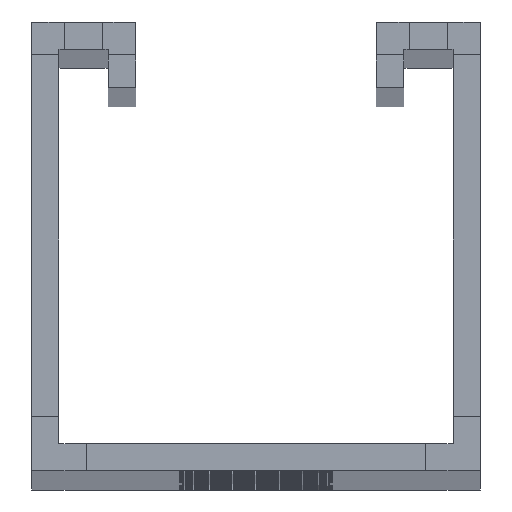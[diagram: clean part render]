
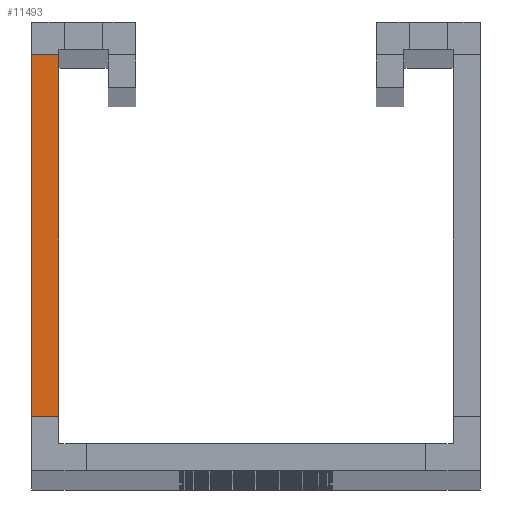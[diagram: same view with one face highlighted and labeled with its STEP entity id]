
A CAD part, top view. The second image highlights one B-rep face of the part: STEP entity #11493.
In plain terms, the highlighted planar face has unit normal (0, 0, 1).
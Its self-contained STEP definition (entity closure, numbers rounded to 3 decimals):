
#134 = ORIENTED_EDGE ( 'NONE', *, *, #5051, .T. ) ;
#207 = ORIENTED_EDGE ( 'NONE', *, *, #8321, .F. ) ;
#307 = ORIENTED_EDGE ( 'NONE', *, *, #10657, .T. ) ;
#839 = CARTESIAN_POINT ( 'NONE',  ( -18., 38., 1000. ) ) ;
#875 = DIRECTION ( 'NONE',  ( -1., 0., 0. ) ) ;
#1395 = CARTESIAN_POINT ( 'NONE',  ( -18., 5., 1000. ) ) ;
#2879 = CARTESIAN_POINT ( 'NONE',  ( -15.5, 2.5, 1000. ) ) ;
#2981 = EDGE_LOOP ( 'NONE', ( #307, #134, #207, #5571 ) ) ;
#3776 = FACE_OUTER_BOUND ( 'NONE', #2981, .T. ) ;
#4037 = VECTOR ( 'NONE', #4298, 1000. ) ;
#4192 = CARTESIAN_POINT ( 'NONE',  ( -20.5, 5., 1000. ) ) ;
#4298 = DIRECTION ( 'NONE',  ( 0., -1., 0. ) ) ;
#5051 = EDGE_CURVE ( 'NONE', #6519, #8627, #5098, .T. ) ;
#5098 = LINE ( 'NONE', #4192, #6944 ) ;
#5135 = VECTOR ( 'NONE', #5743, 1000. ) ;
#5570 = AXIS2_PLACEMENT_3D ( 'NONE', #2879, #8354, #5663 ) ;
#5571 = ORIENTED_EDGE ( 'NONE', *, *, #9545, .T. ) ;
#5663 = DIRECTION ( 'NONE',  ( 1., 0., 0. ) ) ;
#5743 = DIRECTION ( 'NONE',  ( 0., -1., 0. ) ) ;
#5972 = LINE ( 'NONE', #1395, #4037 ) ;
#6287 = VERTEX_POINT ( 'NONE', #6838 ) ;
#6389 = CARTESIAN_POINT ( 'NONE',  ( -18., 38., 1000. ) ) ;
#6519 = VERTEX_POINT ( 'NONE', #9688 ) ;
#6838 = CARTESIAN_POINT ( 'NONE',  ( -20.5, 38., 1000. ) ) ;
#6944 = VECTOR ( 'NONE', #10458, 1000. ) ;
#8147 = LINE ( 'NONE', #6389, #9385 ) ;
#8321 = EDGE_CURVE ( 'NONE', #10582, #8627, #5972, .T. ) ;
#8354 = DIRECTION ( 'NONE',  ( 0., 0., 1. ) ) ;
#8627 = VERTEX_POINT ( 'NONE', #8867 ) ;
#8867 = CARTESIAN_POINT ( 'NONE',  ( -18., 5., 1000. ) ) ;
#9159 = PLANE ( 'NONE',  #5570 ) ;
#9385 = VECTOR ( 'NONE', #875, 1000. ) ;
#9545 = EDGE_CURVE ( 'NONE', #10582, #6287, #8147, .T. ) ;
#9688 = CARTESIAN_POINT ( 'NONE',  ( -20.5, 5., 1000. ) ) ;
#10262 = CARTESIAN_POINT ( 'NONE',  ( -20.5, 5., 1000. ) ) ;
#10458 = DIRECTION ( 'NONE',  ( 1., 0., 0. ) ) ;
#10582 = VERTEX_POINT ( 'NONE', #839 ) ;
#10657 = EDGE_CURVE ( 'NONE', #6287, #6519, #11232, .T. ) ;
#11232 = LINE ( 'NONE', #10262, #5135 ) ;
#11493 = ADVANCED_FACE ( 'NONE', ( #3776 ), #9159, .T. ) ;
